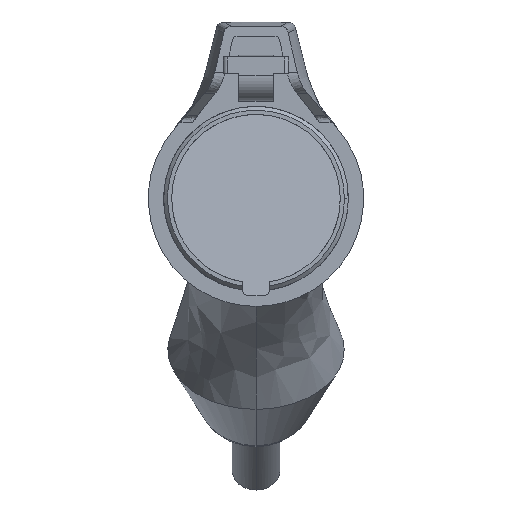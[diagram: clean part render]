
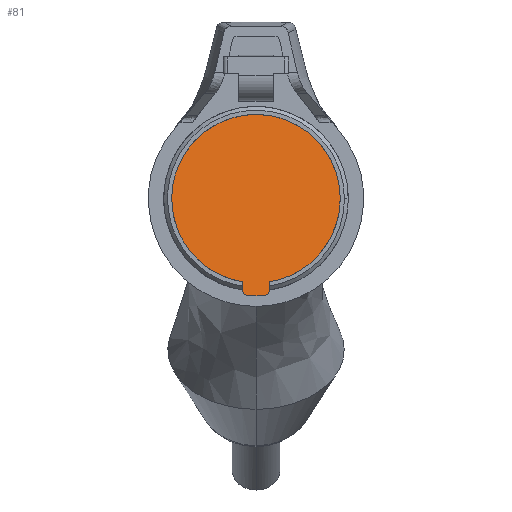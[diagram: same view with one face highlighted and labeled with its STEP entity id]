
A CAD part, left-side view. The second image highlights one B-rep face of the part: STEP entity #81.
In plain terms, the highlighted planar face has unit normal (-0.985, 0, 0.174).
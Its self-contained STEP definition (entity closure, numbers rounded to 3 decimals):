
#81=ADVANCED_FACE('',(#165),#1352,.T.);
#165=FACE_OUTER_BOUND('',#250,.T.);
#250=EDGE_LOOP('',(#561,#562,#563,#564,#565,#566,#567));
#561=ORIENTED_EDGE('',*,*,#893,.F.);
#562=ORIENTED_EDGE('',*,*,#892,.F.);
#563=ORIENTED_EDGE('',*,*,#891,.F.);
#564=ORIENTED_EDGE('',*,*,#890,.F.);
#565=ORIENTED_EDGE('',*,*,#889,.F.);
#566=ORIENTED_EDGE('',*,*,#888,.F.);
#567=ORIENTED_EDGE('',*,*,#894,.F.);
#888=EDGE_CURVE('',#1291,#1292,#1137,.T.);
#889=EDGE_CURVE('',#1292,#1293,#1138,.T.);
#890=EDGE_CURVE('',#1293,#1294,#1139,.T.);
#891=EDGE_CURVE('',#1294,#1295,#1140,.T.);
#892=EDGE_CURVE('',#1295,#1296,#1141,.T.);
#893=EDGE_CURVE('',#1296,#1297,#1142,.T.);
#894=EDGE_CURVE('',#1297,#1291,#1143,.T.);
#1137=B_SPLINE_CURVE_WITH_KNOTS('',3,(#6355,#6356,#6357,#6358),
 .UNSPECIFIED.,.F.,.F.,(4,4),(31.413,33.897),
 .UNSPECIFIED.);
#1138=B_SPLINE_CURVE_WITH_KNOTS('',3,(#6359,#6360,#6361,#6362,#6363,#6364),
 .UNSPECIFIED.,.F.,.F.,(4,2,4),(33.897,34.655,35.415),
 .UNSPECIFIED.);
#1139=B_SPLINE_CURVE_WITH_KNOTS('',3,(#6365,#6366,#6367,#6368),
 .UNSPECIFIED.,.F.,.F.,(4,4),(35.415,40.43),
 .UNSPECIFIED.);
#1140=B_SPLINE_CURVE_WITH_KNOTS('',3,(#6369,#6370,#6371,#6372,#6373,#6374),
 .UNSPECIFIED.,.F.,.F.,(4,2,4),(40.43,41.189,41.947),
 .UNSPECIFIED.);
#1141=B_SPLINE_CURVE_WITH_KNOTS('',3,(#6375,#6376,#6377,#6378),
 .UNSPECIFIED.,.F.,.F.,(4,4),(41.947,44.431),
 .UNSPECIFIED.);
#1142=B_SPLINE_CURVE_WITH_KNOTS('',3,(#6379,#6380,#6381,#6382,#6383,#6384,
#6385,#6386,#6387,#6388,#6389,#6390,#6391,#6392,#6393,#6394,#6395,#6396,
#6397,#6398,#6399,#6400,#6401,#6402,#6403,#6404,#6405,#6406,#6407,#6408,
#6409,#6410,#6411,#6412,#6413,#6414,#6415),.UNSPECIFIED.,.F.,.F.,(4,2,3,
2,2,3,2,2,3,2,3,2,3,2,2,4),(44.431,49.678,58.358,
67.112,71.478,75.845,80.211,84.578,
93.332,102.011,110.693,119.376,128.055,
136.809,141.176,145.542),.UNSPECIFIED.);
#1143=B_SPLINE_CURVE_WITH_KNOTS('',3,(#6416,#6417,#6418,#6419,#6420,#6421,
#6422,#6423,#6424,#6425,#6426,#6427,#6428),.UNSPECIFIED.,.F.,.F.,(4,2,2,
3,2,4),(0.,4.366,8.733,17.487,26.167,
31.413),.UNSPECIFIED.);
#1291=VERTEX_POINT('',#4885);
#1292=VERTEX_POINT('',#4886);
#1293=VERTEX_POINT('',#4887);
#1294=VERTEX_POINT('',#4888);
#1295=VERTEX_POINT('',#4889);
#1296=VERTEX_POINT('',#4890);
#1297=VERTEX_POINT('',#4891);
#1352=PLANE('',#1456);
#1456=AXIS2_PLACEMENT_3D('',#3517,#1479,$);
#1479=DIRECTION('',(-0.985,0.,0.174));
#3517=CARTESIAN_POINT('',(-4.534,22.338,-25.713));
#4885=CARTESIAN_POINT('',(-3.815,-3.4,-21.634));
#4886=CARTESIAN_POINT('',(-4.246,-3.4,-24.081));
#4887=CARTESIAN_POINT('',(-4.422,-2.499,-25.076));
#4888=CARTESIAN_POINT('',(-4.422,2.499,-25.076));
#4889=CARTESIAN_POINT('',(-4.246,3.4,-24.081));
#4890=CARTESIAN_POINT('',(-3.815,3.4,-21.634));
#4891=CARTESIAN_POINT('',(0.,-21.9,0.));
#6355=CARTESIAN_POINT('',(-3.815,-3.4,-21.634));
#6356=CARTESIAN_POINT('',(-3.959,-3.4,-22.45));
#6357=CARTESIAN_POINT('',(-4.102,-3.4,-23.265));
#6358=CARTESIAN_POINT('',(-4.246,-3.4,-24.081));
#6359=CARTESIAN_POINT('',(-4.246,-3.4,-24.081));
#6360=CARTESIAN_POINT('',(-4.289,-3.4,-24.326));
#6361=CARTESIAN_POINT('',(-4.331,-3.309,-24.565));
#6362=CARTESIAN_POINT('',(-4.396,-2.978,-24.934));
#6363=CARTESIAN_POINT('',(-4.417,-2.749,-25.051));
#6364=CARTESIAN_POINT('',(-4.422,-2.499,-25.076));
#6365=CARTESIAN_POINT('',(-4.422,-2.499,-25.076));
#6366=CARTESIAN_POINT('',(-4.451,-0.837,-25.241));
#6367=CARTESIAN_POINT('',(-4.451,0.837,-25.241));
#6368=CARTESIAN_POINT('',(-4.422,2.499,-25.076));
#6369=CARTESIAN_POINT('',(-4.422,2.499,-25.076));
#6370=CARTESIAN_POINT('',(-4.417,2.749,-25.051));
#6371=CARTESIAN_POINT('',(-4.396,2.978,-24.934));
#6372=CARTESIAN_POINT('',(-4.331,3.309,-24.565));
#6373=CARTESIAN_POINT('',(-4.289,3.4,-24.326));
#6374=CARTESIAN_POINT('',(-4.246,3.4,-24.081));
#6375=CARTESIAN_POINT('',(-4.246,3.4,-24.081));
#6376=CARTESIAN_POINT('',(-4.102,3.4,-23.265));
#6377=CARTESIAN_POINT('',(-3.959,3.4,-22.45));
#6378=CARTESIAN_POINT('',(-3.815,3.4,-21.634));
#6379=CARTESIAN_POINT('',(-3.815,3.4,-21.634));
#6380=CARTESIAN_POINT('',(-3.767,5.113,-21.365));
#6381=CARTESIAN_POINT('',(-3.684,6.791,-20.893));
#6382=CARTESIAN_POINT('',(-3.372,11.056,-19.122));
#6383=CARTESIAN_POINT('',(-3.087,13.462,-17.509));
#6384=CARTESIAN_POINT('',(-2.731,15.486,-15.486));
#6385=CARTESIAN_POINT('',(-2.37,17.529,-13.442));
#6386=CARTESIAN_POINT('',(-1.943,19.142,-11.02));
#6387=CARTESIAN_POINT('',(-1.241,20.787,-7.039));
#6388=CARTESIAN_POINT('',(-0.999,21.203,-5.665));
#6389=CARTESIAN_POINT('',(-0.504,21.76,-2.858));
#6390=CARTESIAN_POINT('',(-0.252,21.9,-1.43));
#6391=CARTESIAN_POINT('',(0.,21.9,0.));
#6392=CARTESIAN_POINT('',(0.252,21.9,1.43));
#6393=CARTESIAN_POINT('',(0.504,21.76,2.858));
#6394=CARTESIAN_POINT('',(0.999,21.203,5.665));
#6395=CARTESIAN_POINT('',(1.241,20.787,7.039));
#6396=CARTESIAN_POINT('',(1.943,19.142,11.02));
#6397=CARTESIAN_POINT('',(2.37,17.529,13.442));
#6398=CARTESIAN_POINT('',(2.731,15.486,15.486));
#6399=CARTESIAN_POINT('',(3.087,13.462,17.509));
#6400=CARTESIAN_POINT('',(3.372,11.056,19.122));
#6401=CARTESIAN_POINT('',(3.761,5.739,21.33));
#6402=CARTESIAN_POINT('',(3.862,2.886,21.9));
#6403=CARTESIAN_POINT('',(3.862,0.,21.9));
#6404=CARTESIAN_POINT('',(3.862,-2.886,21.9));
#6405=CARTESIAN_POINT('',(3.761,-5.739,21.33));
#6406=CARTESIAN_POINT('',(3.372,-11.056,19.122));
#6407=CARTESIAN_POINT('',(3.087,-13.462,17.509));
#6408=CARTESIAN_POINT('',(2.731,-15.486,15.486));
#6409=CARTESIAN_POINT('',(2.37,-17.529,13.442));
#6410=CARTESIAN_POINT('',(1.943,-19.142,11.02));
#6411=CARTESIAN_POINT('',(1.241,-20.787,7.039));
#6412=CARTESIAN_POINT('',(0.999,-21.203,5.665));
#6413=CARTESIAN_POINT('',(0.504,-21.76,2.858));
#6414=CARTESIAN_POINT('',(0.252,-21.9,1.43));
#6415=CARTESIAN_POINT('',(0.,-21.9,0.));
#6416=CARTESIAN_POINT('',(0.,-21.9,0.));
#6417=CARTESIAN_POINT('',(-0.252,-21.9,-1.43));
#6418=CARTESIAN_POINT('',(-0.504,-21.76,-2.858));
#6419=CARTESIAN_POINT('',(-0.999,-21.203,-5.665));
#6420=CARTESIAN_POINT('',(-1.241,-20.787,-7.039));
#6421=CARTESIAN_POINT('',(-1.943,-19.142,-11.02));
#6422=CARTESIAN_POINT('',(-2.37,-17.529,-13.442));
#6423=CARTESIAN_POINT('',(-2.731,-15.486,-15.486));
#6424=CARTESIAN_POINT('',(-3.087,-13.462,-17.509));
#6425=CARTESIAN_POINT('',(-3.372,-11.056,-19.122));
#6426=CARTESIAN_POINT('',(-3.684,-6.791,-20.893));
#6427=CARTESIAN_POINT('',(-3.767,-5.113,-21.365));
#6428=CARTESIAN_POINT('',(-3.815,-3.4,-21.634));
